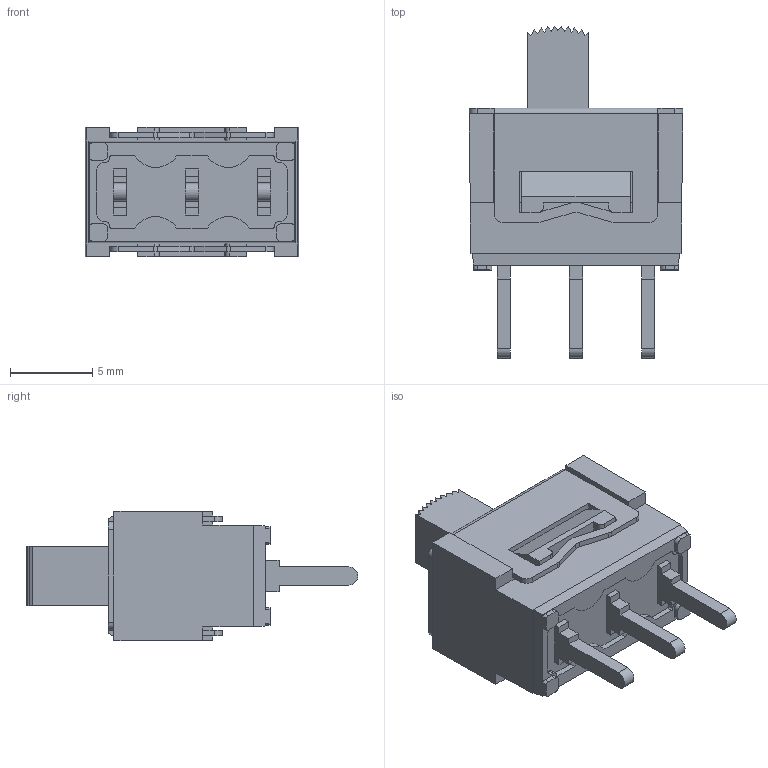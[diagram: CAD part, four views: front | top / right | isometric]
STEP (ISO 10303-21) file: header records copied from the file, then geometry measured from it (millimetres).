
FILE_DESCRIPTION(/* description */ ('STEP AP214'),/* implementation_level */ '2;1');
FILE_NAME(/* name */ '8SS1012-Z',/* time_stamp */ '2022-11-23T04:11:11+01:00',/* author */ ('License CC BY-ND 4.0'),/* organization */ ('CADENAS'),/* preprocessor_version */ 'ST-DEVELOPER v18.102',/* originating_system */ 'PARTsolutions',/* authorisation */ ' ');
FILE_SCHEMA (('AUTOMOTIVE_DESIGN {1 0 10303 214 3 1 1}'));
Length unit declared in the file: millimetre
Products named in the file (4): 8SS1012-Z; 8SS-Dial (1); 8SS-Terminal-PCB (Silver); 8SS-Body-3
Assembly tree (5 placements, depth 2):
  8SS1012-Z
    8SS-Dial (1)
    8SS-Terminal-PCB (Silver)  x3
    8SS-Body-3
Bounding box: 13 x 20.2 x 7.9 mm (x, y, z)
Volume: 924.4 mm3; surface area: 871 mm2
Topology: 5 solids, 5 shells, 241 faces, 691 edges, 450 vertices
Faces by surface type: plane 182, cylinder 59
Entity records: 8345 total; most frequent: CARTESIAN_POINT 1240, ORIENTED_EDGE 1238, DIRECTION 1187, EDGE_CURVE 619, LINE 489, VECTOR 489, VERTEX_POINT 402, AXIS2_PLACEMENT_3D 349
